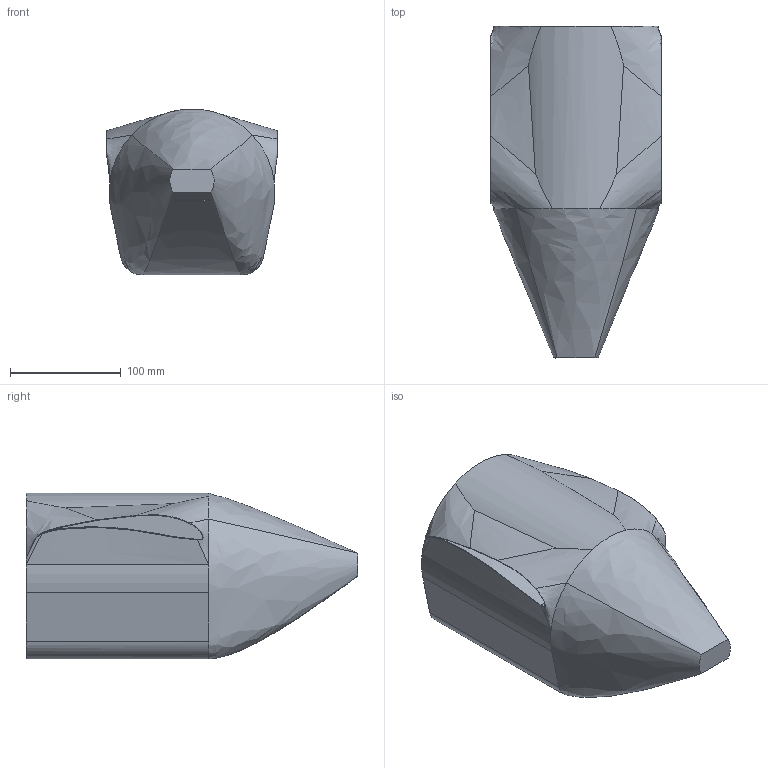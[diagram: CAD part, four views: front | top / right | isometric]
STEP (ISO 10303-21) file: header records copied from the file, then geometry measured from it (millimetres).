
FILE_DESCRIPTION(/* description */ ('','CAx-IF Rec.Pracs.---Representation and Presentation of Product Manufacturing Information (PMI)---4.0---2014-10-13'),/* implementation_level */ '2;1');
FILE_NAME(/* name */ 'fuselage.step',/* time_stamp */ '2025-01-13T19:52:40-05:00',/* author */ (''),/* organization */ (''),/* preprocessor_version */ 'ST-DEVELOPER v20',/* originating_system */ 'Autodesk Translation Framework v13.20.0.188',/* authorisation */ '');
FILE_SCHEMA (('AP242_MANAGED_MODEL_BASED_3D_ENGINEERING_MIM_LF { 1 0 10303 442 1 1 4 }'));
Length unit declared in the file: millimetre
Products named in the file (1): fuselage2
Bounding box: 154 x 300.04 x 150.01 mm (x, y, z)
Volume: 1230707.4 mm3; surface area: 323936.6 mm2
Topology: 1 solids, 1 shells, 62 faces, 174 edges, 117 vertices
Faces by surface type: bspline 35, plane 17, cylinder 10
Entity records: 11032 total; most frequent: CARTESIAN_POINT 9701, ORIENTED_EDGE 344, EDGE_CURVE 172, DIRECTION 147, VERTEX_POINT 117, B_SPLINE_CURVE_WITH_KNOTS 84, EDGE_LOOP 67, FACE_OUTER_BOUND 62
